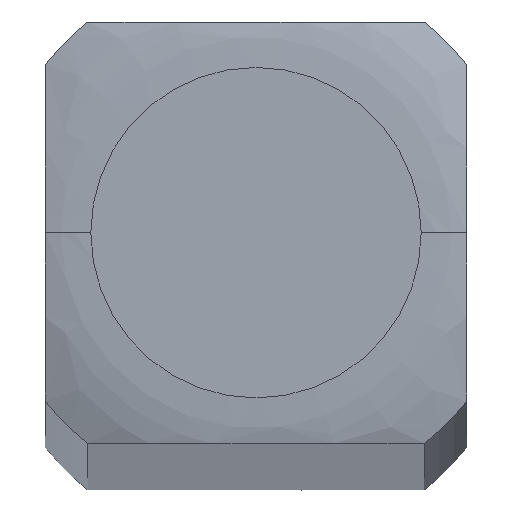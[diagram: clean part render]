
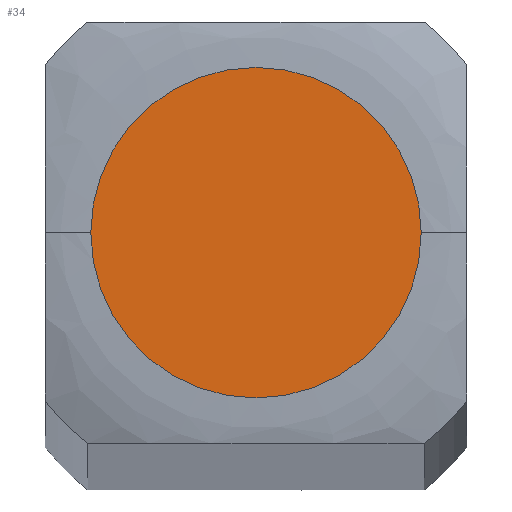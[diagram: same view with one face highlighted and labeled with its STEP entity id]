
A CAD part, top view. The second image highlights one B-rep face of the part: STEP entity #34.
In plain terms, the highlighted planar face has unit normal (0, 0, 1).
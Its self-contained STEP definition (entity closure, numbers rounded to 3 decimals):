
#34 = ADVANCED_FACE ( 'NONE', ( #299 ), #223, .F. ) ;
#90 = DIRECTION ( 'NONE',  ( 0., 0., -1. ) ) ;
#222 = DIRECTION ( 'NONE',  ( -1., 0., 0. ) ) ;
#223 = PLANE ( 'NONE',  #407 ) ;
#241 = AXIS2_PLACEMENT_3D ( 'NONE', #502, #500, #499 ) ;
#245 = CARTESIAN_POINT ( 'NONE',  ( -1.588, 1.588, 100.711 ) ) ;
#249 = EDGE_CURVE ( 'NONE', #417, #413, #277, .T. ) ;
#252 = AXIS2_PLACEMENT_3D ( 'NONE', #527, #526, #525 ) ;
#270 = CIRCLE ( 'NONE', #241, 1.245 ) ;
#277 = CIRCLE ( 'NONE', #252, 1.245 ) ;
#283 = EDGE_CURVE ( 'NONE', #413, #417, #270, .T. ) ;
#299 = FACE_OUTER_BOUND ( 'NONE', #330, .T. ) ;
#330 = EDGE_LOOP ( 'NONE', ( #412, #416 ) ) ;
#407 = AXIS2_PLACEMENT_3D ( 'NONE', #245, #90, #222 ) ;
#412 = ORIENTED_EDGE ( 'NONE', *, *, #249, .T. ) ;
#413 = VERTEX_POINT ( 'NONE', #530 ) ;
#416 = ORIENTED_EDGE ( 'NONE', *, *, #283, .T. ) ;
#417 = VERTEX_POINT ( 'NONE', #470 ) ;
#470 = CARTESIAN_POINT ( 'NONE',  ( 1.245, 0., 100.711 ) ) ;
#499 = DIRECTION ( 'NONE',  ( 1., 0., 0. ) ) ;
#500 = DIRECTION ( 'NONE',  ( 0., 0., 1. ) ) ;
#502 = CARTESIAN_POINT ( 'NONE',  ( 0., 0., 100.711 ) ) ;
#525 = DIRECTION ( 'NONE',  ( 1., 0., 0. ) ) ;
#526 = DIRECTION ( 'NONE',  ( 0., 0., 1. ) ) ;
#527 = CARTESIAN_POINT ( 'NONE',  ( 0., 0., 100.711 ) ) ;
#530 = CARTESIAN_POINT ( 'NONE',  ( -1.245, 0., 100.711 ) ) ;
